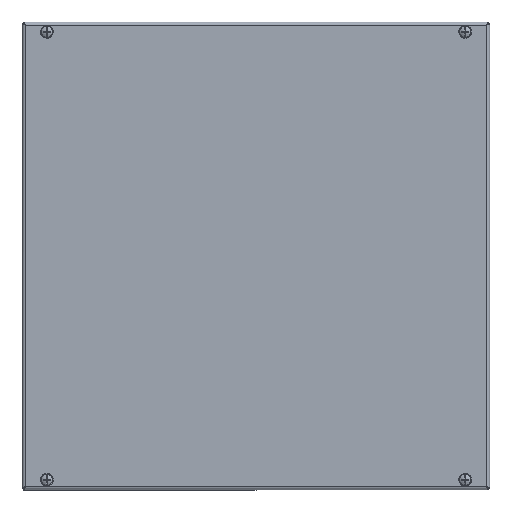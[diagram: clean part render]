
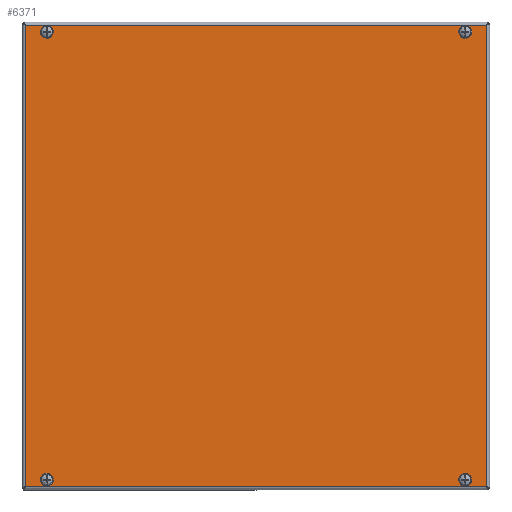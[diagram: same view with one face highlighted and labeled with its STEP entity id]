
A CAD part, top view. The second image highlights one B-rep face of the part: STEP entity #6371.
In plain terms, the highlighted face is planar.
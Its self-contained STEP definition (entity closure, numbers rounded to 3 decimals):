
#83 = EDGE_LOOP ( 'NONE', ( #10881 ) ) ;
#174 = CARTESIAN_POINT ( 'NONE',  ( 187.5, 188.743, 0. ) ) ;
#381 = DIRECTION ( 'NONE',  ( 1., 0., 0. ) ) ;
#564 = DIRECTION ( 'NONE',  ( 0., 0., -1. ) ) ;
#788 = AXIS2_PLACEMENT_3D ( 'NONE', #16493, #16400, #16379 ) ;
#891 = CARTESIAN_POINT ( 'NONE',  ( -170., 182., 0. ) ) ;
#1194 = CARTESIAN_POINT ( 'NONE',  ( -187.5, 187.5, 0. ) ) ;
#1786 = DIRECTION ( 'NONE',  ( -1., 0., 0. ) ) ;
#1990 = DIRECTION ( 'NONE',  ( 0., 0., -1. ) ) ;
#2085 = CARTESIAN_POINT ( 'NONE',  ( -170., -182., 0. ) ) ;
#2163 = VERTEX_POINT ( 'NONE', #10910 ) ;
#2184 = EDGE_LOOP ( 'NONE', ( #7853 ) ) ;
#2354 = VERTEX_POINT ( 'NONE', #10935 ) ;
#2369 = VERTEX_POINT ( 'NONE', #10956 ) ;
#2405 = VERTEX_POINT ( 'NONE', #10971 ) ;
#2684 = DIRECTION ( 'NONE',  ( 1., 0., 0. ) ) ;
#2753 = EDGE_CURVE ( 'NONE', #10982, #6877, #3405, .T. ) ;
#2826 = AXIS2_PLACEMENT_3D ( 'NONE', #3612, #5611, #2684 ) ;
#3405 = LINE ( 'NONE', #174, #12095 ) ;
#3546 = ORIENTED_EDGE ( 'NONE', *, *, #10706, .T. ) ;
#3612 = CARTESIAN_POINT ( 'NONE',  ( -190., 190., 0. ) ) ;
#3992 = PLANE ( 'NONE',  #2826 ) ;
#4032 = VERTEX_POINT ( 'NONE', #1194 ) ;
#4674 = ORIENTED_EDGE ( 'NONE', *, *, #10519, .F. ) ;
#4717 = ORIENTED_EDGE ( 'NONE', *, *, #10657, .T. ) ;
#5606 = EDGE_LOOP ( 'NONE', ( #7889, #4717, #3546, #12820 ) ) ;
#5611 = DIRECTION ( 'NONE',  ( 0., 0., 1. ) ) ;
#6185 = VERTEX_POINT ( 'NONE', #15104 ) ;
#6371 = ADVANCED_FACE ( 'NONE', ( #6924, #6941, #6953, #7348, #6906 ), #3992, .F. ) ;
#6877 = VERTEX_POINT ( 'NONE', #11542 ) ;
#6906 = FACE_OUTER_BOUND ( 'NONE', #5606, .T. ) ;
#6924 = FACE_BOUND ( 'NONE', #83, .T. ) ;
#6941 = FACE_BOUND ( 'NONE', #14493, .T. ) ;
#6953 = FACE_BOUND ( 'NONE', #2184, .T. ) ;
#7348 = FACE_BOUND ( 'NONE', #12375, .T. ) ;
#7748 = VECTOR ( 'NONE', #15094, 1000. ) ;
#7853 = ORIENTED_EDGE ( 'NONE', *, *, #10538, .F. ) ;
#7889 = ORIENTED_EDGE ( 'NONE', *, *, #10633, .T. ) ;
#7916 = LINE ( 'NONE', #15078, #7748 ) ;
#7933 = VECTOR ( 'NONE', #15524, 1000. ) ;
#7963 = LINE ( 'NONE', #15466, #7933 ) ;
#7988 = VECTOR ( 'NONE', #15623, 1000. ) ;
#8050 = LINE ( 'NONE', #10261, #7988 ) ;
#8287 = ORIENTED_EDGE ( 'NONE', *, *, #10577, .F. ) ;
#8533 = CIRCLE ( 'NONE', #788, 4. ) ;
#8586 = CIRCLE ( 'NONE', #14138, 4. ) ;
#8797 = CIRCLE ( 'NONE', #14276, 4. ) ;
#9125 = CIRCLE ( 'NONE', #14567, 4. ) ;
#9705 = CARTESIAN_POINT ( 'NONE',  ( 187.5, 187.5, 0. ) ) ;
#10125 = DIRECTION ( 'NONE',  ( 1., 0., 0. ) ) ;
#10179 = DIRECTION ( 'NONE',  ( 0., 0., -1. ) ) ;
#10261 = CARTESIAN_POINT ( 'NONE',  ( 188.743, -187.5, 0. ) ) ;
#10352 = EDGE_CURVE ( 'NONE', #2405, #2405, #9125, .T. ) ;
#10363 = CARTESIAN_POINT ( 'NONE',  ( 170., -182., 0. ) ) ;
#10519 = EDGE_CURVE ( 'NONE', #2369, #2369, #8797, .T. ) ;
#10538 = EDGE_CURVE ( 'NONE', #2354, #2354, #8586, .T. ) ;
#10577 = EDGE_CURVE ( 'NONE', #2163, #2163, #8533, .T. ) ;
#10633 = EDGE_CURVE ( 'NONE', #6877, #6185, #8050, .T. ) ;
#10657 = EDGE_CURVE ( 'NONE', #6185, #4032, #7963, .T. ) ;
#10706 = EDGE_CURVE ( 'NONE', #4032, #10982, #7916, .T. ) ;
#10881 = ORIENTED_EDGE ( 'NONE', *, *, #10352, .F. ) ;
#10910 = CARTESIAN_POINT ( 'NONE',  ( 166., 182., 0. ) ) ;
#10935 = CARTESIAN_POINT ( 'NONE',  ( -166., 182., 0. ) ) ;
#10956 = CARTESIAN_POINT ( 'NONE',  ( -174., -182., 0. ) ) ;
#10971 = CARTESIAN_POINT ( 'NONE',  ( 174., -182., 0. ) ) ;
#10982 = VERTEX_POINT ( 'NONE', #9705 ) ;
#11542 = CARTESIAN_POINT ( 'NONE',  ( 187.5, -187.5, 0. ) ) ;
#12095 = VECTOR ( 'NONE', #14394, 1000. ) ;
#12375 = EDGE_LOOP ( 'NONE', ( #8287 ) ) ;
#12820 = ORIENTED_EDGE ( 'NONE', *, *, #2753, .T. ) ;
#14138 = AXIS2_PLACEMENT_3D ( 'NONE', #891, #564, #381 ) ;
#14276 = AXIS2_PLACEMENT_3D ( 'NONE', #2085, #1990, #1786 ) ;
#14394 = DIRECTION ( 'NONE',  ( 0., -1., 0. ) ) ;
#14493 = EDGE_LOOP ( 'NONE', ( #4674 ) ) ;
#14567 = AXIS2_PLACEMENT_3D ( 'NONE', #10363, #10179, #10125 ) ;
#15078 = CARTESIAN_POINT ( 'NONE',  ( -188.743, 187.5, 0. ) ) ;
#15094 = DIRECTION ( 'NONE',  ( 1., 0., 0. ) ) ;
#15104 = CARTESIAN_POINT ( 'NONE',  ( -187.5, -187.5, 0. ) ) ;
#15466 = CARTESIAN_POINT ( 'NONE',  ( -187.5, -188.743, 0. ) ) ;
#15524 = DIRECTION ( 'NONE',  ( 0., 1., 0. ) ) ;
#15623 = DIRECTION ( 'NONE',  ( -1., 0., 0. ) ) ;
#16379 = DIRECTION ( 'NONE',  ( -1., 0., 0. ) ) ;
#16400 = DIRECTION ( 'NONE',  ( 0., 0., -1. ) ) ;
#16493 = CARTESIAN_POINT ( 'NONE',  ( 170., 182., 0. ) ) ;
